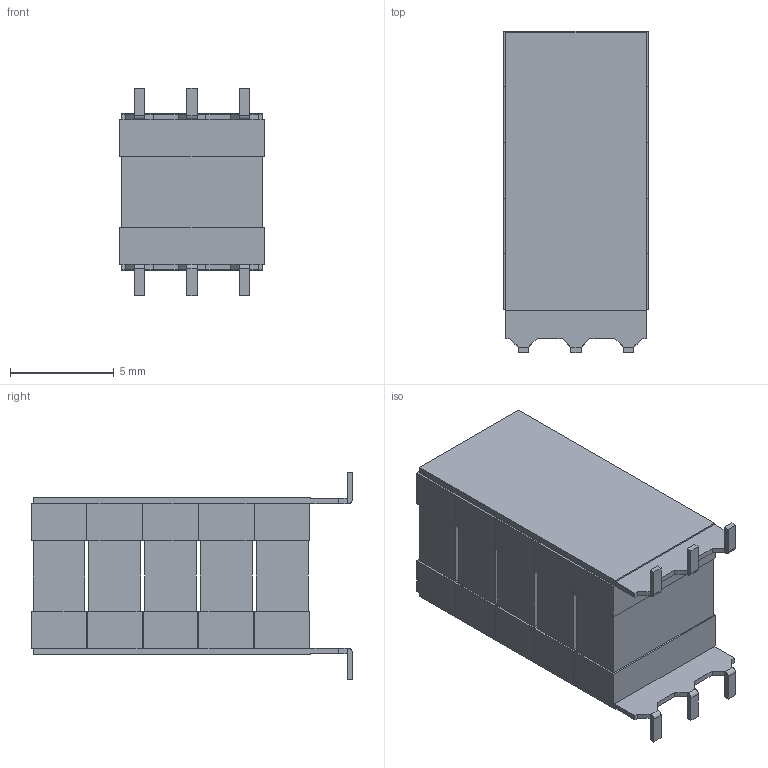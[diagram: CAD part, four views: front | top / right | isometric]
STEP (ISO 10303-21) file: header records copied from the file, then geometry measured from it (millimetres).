
FILE_DESCRIPTION (( 'STEP AP214' ), '1' );
FILE_NAME ('CCSS_LSN5_5_D6.99L6.35H2.54F1.647A13.46B15.238C6.985E7.62K0.5.STEP', '2018-03-06T20:34:44', ( '' ), ( '' ), 'SwSTEP 2.0', 'SolidWorks 2014', '' );
FILE_SCHEMA (( 'AUTOMOTIVE_DESIGN' ));
Length unit declared in the file: millimetre
Products named in the file (1): CCSS_LSN5_5_D6.99L6.35H2.54F1.647A13.46B15.238C6.985E7.62K0.5
Bounding box: 6.99 x 15.49 x 10.04 mm (x, y, z)
Volume: 686.5 mm3; surface area: 957 mm2
Topology: 4 solids, 4 shells, 223 faces, 591 edges, 378 vertices
Faces by surface type: plane 217, cylinder 6
Entity records: 8616 total; most frequent: CARTESIAN_POINT 1193, ORIENTED_EDGE 1182, DIRECTION 1051, EDGE_CURVE 591, LINE 579, VECTOR 579, VERTEX_POINT 378, AXIS2_PLACEMENT_3D 236
